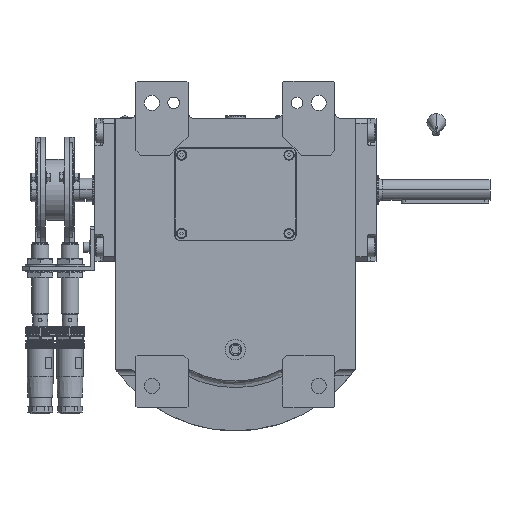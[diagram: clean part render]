
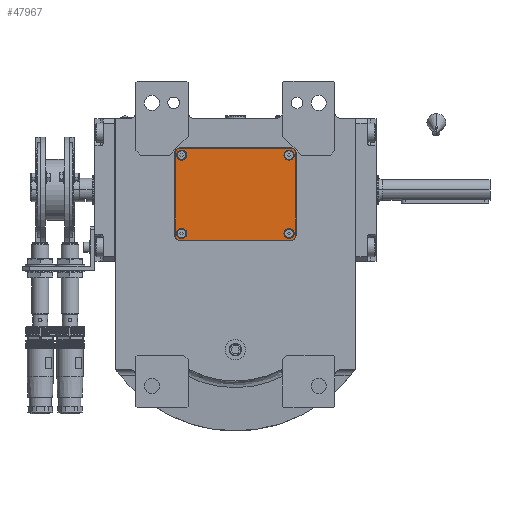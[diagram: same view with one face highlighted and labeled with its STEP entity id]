
A CAD part, front view. The second image highlights one B-rep face of the part: STEP entity #47967.
In plain terms, the highlighted face is planar.
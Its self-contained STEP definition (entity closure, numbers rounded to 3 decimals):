
#1802 = EDGE_CURVE ( 'NONE', #83882, #45780, #82008, .T. ) ;
#1809 = CARTESIAN_POINT ( 'NONE',  ( 37., 27., 3. ) ) ;
#2177 = CARTESIAN_POINT ( 'NONE',  ( 39.5, 31.5, 3. ) ) ;
#2651 = AXIS2_PLACEMENT_3D ( 'NONE', #1809, #89645, #79486 ) ;
#2705 = ORIENTED_EDGE ( 'NONE', *, *, #97153, .F. ) ;
#3606 = DIRECTION ( 'NONE',  ( 0., 0., 1. ) ) ;
#3616 = VECTOR ( 'NONE', #105252, 1000. ) ;
#4814 = CARTESIAN_POINT ( 'NONE',  ( -33.5, -27., 3. ) ) ;
#5348 = DIRECTION ( 'NONE',  ( 0.707, 0.707, 0. ) ) ;
#6704 = EDGE_CURVE ( 'NONE', #47888, #20112, #10054, .T. ) ;
#6991 = ORIENTED_EDGE ( 'NONE', *, *, #67560, .T. ) ;
#7528 = CIRCLE ( 'NONE', #48684, 3.5 ) ;
#9482 = CARTESIAN_POINT ( 'NONE',  ( -37., 27., 3. ) ) ;
#9987 = LINE ( 'NONE', #69654, #91017 ) ;
#10054 = LINE ( 'NONE', #61814, #32481 ) ;
#10830 = EDGE_LOOP ( 'NONE', ( #79577, #24351 ) ) ;
#11581 = ORIENTED_EDGE ( 'NONE', *, *, #110590, .F. ) ;
#11740 = EDGE_CURVE ( 'NONE', #34562, #71005, #25213, .T. ) ;
#12143 = EDGE_LOOP ( 'NONE', ( #69318, #101319 ) ) ;
#13022 = ORIENTED_EDGE ( 'NONE', *, *, #83897, .F. ) ;
#13226 = CARTESIAN_POINT ( 'NONE',  ( -37., -27., 3. ) ) ;
#13851 = CIRCLE ( 'NONE', #89395, 3.5 ) ;
#16489 = AXIS2_PLACEMENT_3D ( 'NONE', #67848, #44149, #85874 ) ;
#19476 = ORIENTED_EDGE ( 'NONE', *, *, #100232, .T. ) ;
#19647 = VERTEX_POINT ( 'NONE', #38204 ) ;
#20112 = VERTEX_POINT ( 'NONE', #84066 ) ;
#20344 = VECTOR ( 'NONE', #26902, 1000. ) ;
#21261 = CARTESIAN_POINT ( 'NONE',  ( -33.5, 27., 3. ) ) ;
#21407 = VECTOR ( 'NONE', #83755, 1000. ) ;
#22213 = DIRECTION ( 'NONE',  ( 0., 0., 1. ) ) ;
#22583 = ORIENTED_EDGE ( 'NONE', *, *, #6704, .T. ) ;
#24351 = ORIENTED_EDGE ( 'NONE', *, *, #84779, .F. ) ;
#25213 = LINE ( 'NONE', #26318, #26398 ) ;
#26318 = CARTESIAN_POINT ( 'NONE',  ( -39.5, -31.5, 3. ) ) ;
#26398 = VECTOR ( 'NONE', #104590, 1000. ) ;
#26902 = DIRECTION ( 'NONE',  ( 0., 1., 0. ) ) ;
#26934 = DIRECTION ( 'NONE',  ( 1., 0., 0. ) ) ;
#27032 = CARTESIAN_POINT ( 'NONE',  ( -41.5, -29.5, 3. ) ) ;
#27417 = CARTESIAN_POINT ( 'NONE',  ( 39.5, -31.5, 3. ) ) ;
#27710 = CARTESIAN_POINT ( 'NONE',  ( 40.5, 27., 3. ) ) ;
#30299 = CARTESIAN_POINT ( 'NONE',  ( -37., 27., 3. ) ) ;
#32469 = VERTEX_POINT ( 'NONE', #4814 ) ;
#32481 = VECTOR ( 'NONE', #71922, 1000. ) ;
#34562 = VERTEX_POINT ( 'NONE', #70773 ) ;
#34607 = FACE_BOUND ( 'NONE', #12143, .T. ) ;
#34700 = CIRCLE ( 'NONE', #36443, 3.5 ) ;
#35600 = DIRECTION ( 'NONE',  ( 0., 0., 1. ) ) ;
#36443 = AXIS2_PLACEMENT_3D ( 'NONE', #13226, #22213, #66644 ) ;
#36834 = VECTOR ( 'NONE', #5348, 1000. ) ;
#37974 = DIRECTION ( 'NONE',  ( -1., 0., 0. ) ) ;
#38013 = VERTEX_POINT ( 'NONE', #92033 ) ;
#38204 = CARTESIAN_POINT ( 'NONE',  ( 33.5, -27., 3. ) ) ;
#38670 = CARTESIAN_POINT ( 'NONE',  ( 41.5, 29.5, 3. ) ) ;
#40168 = AXIS2_PLACEMENT_3D ( 'NONE', #30299, #64619, #59513 ) ;
#40956 = CARTESIAN_POINT ( 'NONE',  ( -41.5, 29.5, 3. ) ) ;
#41534 = ORIENTED_EDGE ( 'NONE', *, *, #11740, .T. ) ;
#43257 = DIRECTION ( 'NONE',  ( 0., 0., 1. ) ) ;
#43607 = FACE_BOUND ( 'NONE', #78788, .T. ) ;
#43701 = EDGE_LOOP ( 'NONE', ( #91545, #11581 ) ) ;
#44149 = DIRECTION ( 'NONE',  ( 0., 0., 1. ) ) ;
#44284 = EDGE_CURVE ( 'NONE', #20112, #95446, #47786, .T. ) ;
#44635 = CARTESIAN_POINT ( 'NONE',  ( -37., -27., 3. ) ) ;
#45780 = VERTEX_POINT ( 'NONE', #47451 ) ;
#47451 = CARTESIAN_POINT ( 'NONE',  ( 33.5, 27., 3. ) ) ;
#47786 = LINE ( 'NONE', #97914, #74215 ) ;
#47888 = VERTEX_POINT ( 'NONE', #2177 ) ;
#47967 = ADVANCED_FACE ( 'NONE', ( #94869, #103891, #34607, #43607, #68947 ), #51508, .T. ) ;
#48684 = AXIS2_PLACEMENT_3D ( 'NONE', #44635, #69979, #79519 ) ;
#49316 = EDGE_CURVE ( 'NONE', #56402, #38013, #83261, .T. ) ;
#51508 = PLANE ( 'NONE',  #16489 ) ;
#51783 = AXIS2_PLACEMENT_3D ( 'NONE', #63843, #3606, #37974 ) ;
#55738 = EDGE_LOOP ( 'NONE', ( #6991, #67802, #22583, #64449, #91004, #95342, #41534, #19476 ) ) ;
#56402 = VERTEX_POINT ( 'NONE', #21261 ) ;
#56586 = LINE ( 'NONE', #82492, #36834 ) ;
#56837 = VERTEX_POINT ( 'NONE', #97725 ) ;
#59513 = DIRECTION ( 'NONE',  ( 1., 0., 0. ) ) ;
#59574 = DIRECTION ( 'NONE',  ( -1., 0., 0. ) ) ;
#60097 = CARTESIAN_POINT ( 'NONE',  ( 41.5, -29.5, 3. ) ) ;
#61814 = CARTESIAN_POINT ( 'NONE',  ( 39.5, 31.5, 3. ) ) ;
#61853 = LINE ( 'NONE', #97881, #3616 ) ;
#63254 = VERTEX_POINT ( 'NONE', #68096 ) ;
#63625 = EDGE_CURVE ( 'NONE', #95446, #94153, #111359, .T. ) ;
#63843 = CARTESIAN_POINT ( 'NONE',  ( 37., 27., 3. ) ) ;
#64449 = ORIENTED_EDGE ( 'NONE', *, *, #44284, .T. ) ;
#64612 = EDGE_CURVE ( 'NONE', #94153, #34562, #61853, .T. ) ;
#64619 = DIRECTION ( 'NONE',  ( 0., 0., 1. ) ) ;
#65501 = CIRCLE ( 'NONE', #94229, 3.5 ) ;
#66644 = DIRECTION ( 'NONE',  ( 1., 0., 0. ) ) ;
#67560 = EDGE_CURVE ( 'NONE', #56837, #105121, #88261, .T. ) ;
#67802 = ORIENTED_EDGE ( 'NONE', *, *, #83046, .T. ) ;
#67848 = CARTESIAN_POINT ( 'NONE',  ( 0., 0., 3. ) ) ;
#68096 = CARTESIAN_POINT ( 'NONE',  ( -40.5, -27., 3. ) ) ;
#68947 = FACE_BOUND ( 'NONE', #43701, .T. ) ;
#69318 = ORIENTED_EDGE ( 'NONE', *, *, #49316, .F. ) ;
#69654 = CARTESIAN_POINT ( 'NONE',  ( 41.5, 29.5, 3. ) ) ;
#69979 = DIRECTION ( 'NONE',  ( 0., 0., 1. ) ) ;
#70773 = CARTESIAN_POINT ( 'NONE',  ( -39.5, -31.5, 3. ) ) ;
#71005 = VERTEX_POINT ( 'NONE', #27417 ) ;
#71922 = DIRECTION ( 'NONE',  ( -1., 0., 0. ) ) ;
#73116 = CARTESIAN_POINT ( 'NONE',  ( -41.5, 29.5, 3. ) ) ;
#74215 = VECTOR ( 'NONE', #82122, 1000. ) ;
#77842 = DIRECTION ( 'NONE',  ( -1., 0., 0. ) ) ;
#77928 = AXIS2_PLACEMENT_3D ( 'NONE', #104102, #87184, #26934 ) ;
#78552 = EDGE_CURVE ( 'NONE', #38013, #56402, #65501, .T. ) ;
#78788 = EDGE_LOOP ( 'NONE', ( #2705, #13022 ) ) ;
#79486 = DIRECTION ( 'NONE',  ( 1., 0., 0. ) ) ;
#79519 = DIRECTION ( 'NONE',  ( -1., 0., 0. ) ) ;
#79577 = ORIENTED_EDGE ( 'NONE', *, *, #1802, .F. ) ;
#80001 = VERTEX_POINT ( 'NONE', #89399 ) ;
#81452 = CIRCLE ( 'NONE', #77928, 3.5 ) ;
#82008 = CIRCLE ( 'NONE', #2651, 3.5 ) ;
#82122 = DIRECTION ( 'NONE',  ( -0.707, -0.707, 0. ) ) ;
#82492 = CARTESIAN_POINT ( 'NONE',  ( 39.5, -31.5, 3. ) ) ;
#83046 = EDGE_CURVE ( 'NONE', #105121, #47888, #9987, .T. ) ;
#83261 = CIRCLE ( 'NONE', #40168, 3.5 ) ;
#83755 = DIRECTION ( 'NONE',  ( 0., -1., 0. ) ) ;
#83882 = VERTEX_POINT ( 'NONE', #27710 ) ;
#83897 = EDGE_CURVE ( 'NONE', #19647, #80001, #13851, .T. ) ;
#84066 = CARTESIAN_POINT ( 'NONE',  ( -39.5, 31.5, 3. ) ) ;
#84779 = EDGE_CURVE ( 'NONE', #45780, #83882, #100338, .T. ) ;
#85874 = DIRECTION ( 'NONE',  ( 1., 0., 0. ) ) ;
#87184 = DIRECTION ( 'NONE',  ( 0., 0., 1. ) ) ;
#88261 = LINE ( 'NONE', #60097, #20344 ) ;
#89395 = AXIS2_PLACEMENT_3D ( 'NONE', #96412, #35600, #77842 ) ;
#89399 = CARTESIAN_POINT ( 'NONE',  ( 40.5, -27., 3. ) ) ;
#89645 = DIRECTION ( 'NONE',  ( 0., 0., 1. ) ) ;
#91004 = ORIENTED_EDGE ( 'NONE', *, *, #63625, .T. ) ;
#91017 = VECTOR ( 'NONE', #96122, 1000. ) ;
#91545 = ORIENTED_EDGE ( 'NONE', *, *, #96527, .F. ) ;
#92033 = CARTESIAN_POINT ( 'NONE',  ( -40.5, 27., 3. ) ) ;
#94153 = VERTEX_POINT ( 'NONE', #27032 ) ;
#94229 = AXIS2_PLACEMENT_3D ( 'NONE', #9482, #43257, #59574 ) ;
#94869 = FACE_OUTER_BOUND ( 'NONE', #55738, .T. ) ;
#95342 = ORIENTED_EDGE ( 'NONE', *, *, #64612, .T. ) ;
#95446 = VERTEX_POINT ( 'NONE', #73116 ) ;
#96122 = DIRECTION ( 'NONE',  ( -0.707, 0.707, 0. ) ) ;
#96412 = CARTESIAN_POINT ( 'NONE',  ( 37., -27., 3. ) ) ;
#96527 = EDGE_CURVE ( 'NONE', #32469, #63254, #34700, .T. ) ;
#97153 = EDGE_CURVE ( 'NONE', #80001, #19647, #81452, .T. ) ;
#97725 = CARTESIAN_POINT ( 'NONE',  ( 41.5, -29.5, 3. ) ) ;
#97881 = CARTESIAN_POINT ( 'NONE',  ( -41.5, -29.5, 3. ) ) ;
#97914 = CARTESIAN_POINT ( 'NONE',  ( -39.5, 31.5, 3. ) ) ;
#100232 = EDGE_CURVE ( 'NONE', #71005, #56837, #56586, .T. ) ;
#100338 = CIRCLE ( 'NONE', #51783, 3.5 ) ;
#101319 = ORIENTED_EDGE ( 'NONE', *, *, #78552, .F. ) ;
#103891 = FACE_BOUND ( 'NONE', #10830, .T. ) ;
#104102 = CARTESIAN_POINT ( 'NONE',  ( 37., -27., 3. ) ) ;
#104590 = DIRECTION ( 'NONE',  ( 1., 0., 0. ) ) ;
#105121 = VERTEX_POINT ( 'NONE', #38670 ) ;
#105252 = DIRECTION ( 'NONE',  ( 0.707, -0.707, 0. ) ) ;
#110590 = EDGE_CURVE ( 'NONE', #63254, #32469, #7528, .T. ) ;
#111359 = LINE ( 'NONE', #40956, #21407 ) ;
